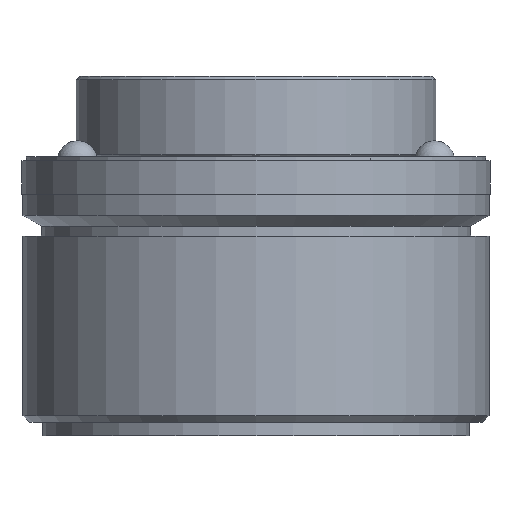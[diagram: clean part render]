
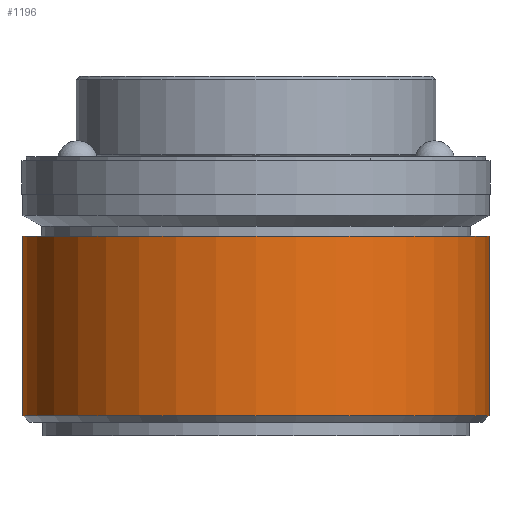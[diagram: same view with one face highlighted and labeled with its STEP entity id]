
A CAD part, front view. The second image highlights one B-rep face of the part: STEP entity #1196.
In plain terms, the highlighted cylindrical face has radius 35 mm (diameter 70 mm), a partial arc.
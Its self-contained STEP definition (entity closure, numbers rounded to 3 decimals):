
#25 = DIRECTION ( 'NONE',  ( -1., 0., 0. ) ) ;
#35 = CYLINDRICAL_SURFACE ( 'NONE', #38, 35. ) ;
#38 = AXIS2_PLACEMENT_3D ( 'NONE', #40, #56, #25 ) ;
#40 = CARTESIAN_POINT ( 'NONE',  ( 0., 0., 30. ) ) ;
#45 = FACE_OUTER_BOUND ( 'NONE', #1186, .T. ) ;
#56 = DIRECTION ( 'NONE',  ( 0., 0., -1. ) ) ;
#77 = CARTESIAN_POINT ( 'NONE',  ( 0., 0., 30. ) ) ;
#79 = DIRECTION ( 'NONE',  ( 0., 0., 1. ) ) ;
#81 = DIRECTION ( 'NONE',  ( 1., 0., 0. ) ) ;
#82 = CIRCLE ( 'NONE', #84, 35. ) ;
#84 = AXIS2_PLACEMENT_3D ( 'NONE', #77, #79, #81 ) ;
#553 = EDGE_CURVE ( 'NONE', #565, #749, #2147, .T. ) ;
#560 = EDGE_CURVE ( 'NONE', #566, #750, #2168, .T. ) ;
#565 = VERTEX_POINT ( 'NONE', #2160 ) ;
#566 = VERTEX_POINT ( 'NONE', #2159 ) ;
#749 = VERTEX_POINT ( 'NONE', #2494 ) ;
#750 = VERTEX_POINT ( 'NONE', #2493 ) ;
#1144 = EDGE_CURVE ( 'NONE', #749, #750, #3145, .T. ) ;
#1186 = EDGE_LOOP ( 'NONE', ( #1247, #1187, #1195, #1244 ) ) ;
#1187 = ORIENTED_EDGE ( 'NONE', *, *, #1221, .F. ) ;
#1195 = ORIENTED_EDGE ( 'NONE', *, *, #560, .T. ) ;
#1196 = ADVANCED_FACE ( 'NONE', ( #45 ), #35, .T. ) ;
#1221 = EDGE_CURVE ( 'NONE', #566, #565, #82, .T. ) ;
#1244 = ORIENTED_EDGE ( 'NONE', *, *, #1144, .F. ) ;
#1247 = ORIENTED_EDGE ( 'NONE', *, *, #553, .F. ) ;
#2147 = LINE ( 'NONE', #2178, #2163 ) ;
#2158 = DIRECTION ( 'NONE',  ( 0., 0., -1. ) ) ;
#2159 = CARTESIAN_POINT ( 'NONE',  ( -35., 0., 30. ) ) ;
#2160 = CARTESIAN_POINT ( 'NONE',  ( 35., 0., 30. ) ) ;
#2163 = VECTOR ( 'NONE', #2192, 1000. ) ;
#2168 = LINE ( 'NONE', #2186, #2185 ) ;
#2178 = CARTESIAN_POINT ( 'NONE',  ( 35., 0., 30. ) ) ;
#2185 = VECTOR ( 'NONE', #2158, 1000. ) ;
#2186 = CARTESIAN_POINT ( 'NONE',  ( -35., 0., 30. ) ) ;
#2192 = DIRECTION ( 'NONE',  ( 0., 0., -1. ) ) ;
#2493 = CARTESIAN_POINT ( 'NONE',  ( -35., 0., 3. ) ) ;
#2494 = CARTESIAN_POINT ( 'NONE',  ( 35., 0., 3. ) ) ;
#3143 = DIRECTION ( 'NONE',  ( 0., 0., -1. ) ) ;
#3144 = CARTESIAN_POINT ( 'NONE',  ( 0., 0., 3. ) ) ;
#3145 = CIRCLE ( 'NONE', #3149, 35. ) ;
#3148 = DIRECTION ( 'NONE',  ( -1., 0., 0. ) ) ;
#3149 = AXIS2_PLACEMENT_3D ( 'NONE', #3144, #3143, #3148 ) ;
